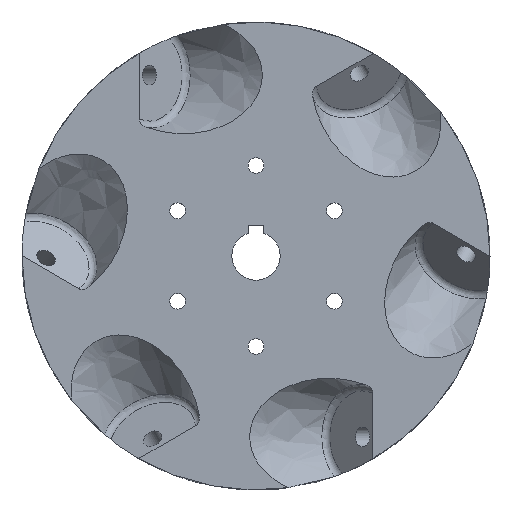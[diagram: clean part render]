
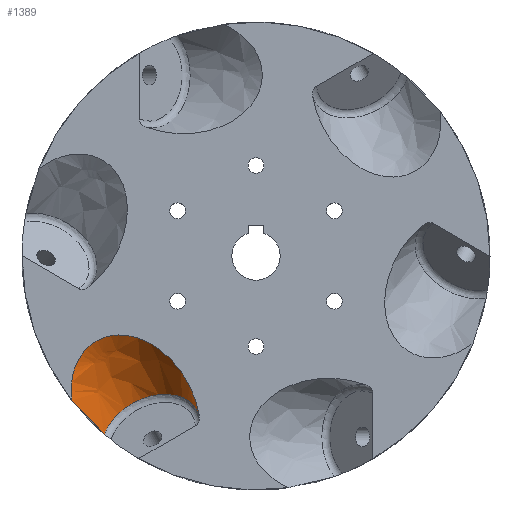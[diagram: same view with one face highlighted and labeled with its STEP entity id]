
A CAD part, top view. The second image highlights one B-rep face of the part: STEP entity #1389.
In plain terms, the highlighted free-form (B-spline) face has degree [2, 2] with [3, 5] control points.
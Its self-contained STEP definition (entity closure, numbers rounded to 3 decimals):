
#14=(
BOUNDED_SURFACE()
B_SPLINE_SURFACE(2,2,((#2306,#2307,#2308,#2309,#2310),(#2311,#2312,#2313,
#2314,#2315),(#2316,#2317,#2318,#2319,#2320)),.UNSPECIFIED.,.F.,.F.,.F.)
B_SPLINE_SURFACE_WITH_KNOTS((3,3),(3,2,3),(0.142,0.33),
(-4.892,-3.586,-2.28),.UNSPECIFIED.)
GEOMETRIC_REPRESENTATION_ITEM()
RATIONAL_B_SPLINE_SURFACE(((1.,0.794,1.,0.794,1.),
(0.996,0.791,0.996,0.791,
0.996),(1.,0.794,1.,0.794,1.)))
REPRESENTATION_ITEM('')
SURFACE()
);
#314=FACE_OUTER_BOUND('',#423,.T.);
#423=EDGE_LOOP('',(#1026,#1027,#1028));
#489=CIRCLE('',#1461,21.943);
#569=B_SPLINE_CURVE_WITH_KNOTS('',3,(#2322,#2323,#2324,#2325,#2326,#2327,
#2328,#2329,#2330,#2331,#2332,#2333,#2334,#2335,#2336,#2337,#2338,#2339,
#2340,#2341,#2342,#2343,#2344,#2345,#2346,#2347,#2348,#2349,#2350,#2351,
#2352,#2353,#2354,#2355,#2356,#2357,#2358,#2359,#2360),.UNSPECIFIED.,.F.,
 .F.,(4,2,2,2,2,2,2,2,2,2,2,3,2,2,2,2,2,2,4),(11.412,11.958,
12.696,13.433,14.165,14.898,15.519,
16.141,16.401,16.66,16.903,17.147,
17.407,17.668,17.948,18.228,18.91,
19.591,19.81),.UNSPECIFIED.);
#570=B_SPLINE_CURVE_WITH_KNOTS('',3,(#2361,#2362,#2363,#2364,#2365,#2366),
 .UNSPECIFIED.,.F.,.F.,(4,2,4),(0.,1.74,2.343),
 .UNSPECIFIED.);
#599=VERTEX_POINT('',#2067);
#601=VERTEX_POINT('',#2079);
#661=VERTEX_POINT('',#2321);
#736=EDGE_CURVE('',#601,#599,#489,.T.);
#807=EDGE_CURVE('',#599,#661,#569,.T.);
#808=EDGE_CURVE('',#661,#601,#570,.T.);
#1026=ORIENTED_EDGE('',*,*,#736,.T.);
#1027=ORIENTED_EDGE('',*,*,#807,.T.);
#1028=ORIENTED_EDGE('',*,*,#808,.T.);
#1389=ADVANCED_FACE('',(#314),#14,.F.);
#1461=AXIS2_PLACEMENT_3D('',#2080,#1641,#1642);
#1641=DIRECTION('center_axis',(0.354,-0.612,-0.707));
#1642=DIRECTION('ref_axis',(0.113,0.778,-0.618));
#2067=CARTESIAN_POINT('',(-23.485,-66.143,-240.));
#2079=CARTESIAN_POINT('',(-62.927,-73.819,-253.073));
#2080=CARTESIAN_POINT('Origin',(-43.567,-74.539,-242.769));
#2306=CARTESIAN_POINT('Ctrl Pts',(-28.035,-42.171,-214.901));
#2307=CARTESIAN_POINT('Ctrl Pts',(-32.488,-26.234,-230.93));
#2308=CARTESIAN_POINT('Ctrl Pts',(-54.004,-30.571,-237.932));
#2309=CARTESIAN_POINT('Ctrl Pts',(-75.52,-34.908,-244.934));
#2310=CARTESIAN_POINT('Ctrl Pts',(-82.331,-53.116,-232.571));
#2311=CARTESIAN_POINT('Ctrl Pts',(-24.159,-53.78,-227.52));
#2312=CARTESIAN_POINT('Ctrl Pts',(-28.245,-39.159,-242.226));
#2313=CARTESIAN_POINT('Ctrl Pts',(-47.983,-43.137,-248.649));
#2314=CARTESIAN_POINT('Ctrl Pts',(-67.722,-47.116,-255.073));
#2315=CARTESIAN_POINT('Ctrl Pts',(-73.97,-63.82,-243.731));
#2316=CARTESIAN_POINT('Ctrl Pts',(-23.485,-66.143,-240.));
#2317=CARTESIAN_POINT('Ctrl Pts',(-26.729,-54.532,-251.678));
#2318=CARTESIAN_POINT('Ctrl Pts',(-42.404,-57.691,-256.779));
#2319=CARTESIAN_POINT('Ctrl Pts',(-58.079,-60.851,-261.88));
#2320=CARTESIAN_POINT('Ctrl Pts',(-63.041,-74.116,-252.873));
#2321=CARTESIAN_POINT('',(-76.357,-59.821,-240.));
#2322=CARTESIAN_POINT('Ctrl Pts',(-23.485,-66.143,-240.));
#2323=CARTESIAN_POINT('Ctrl Pts',(-23.813,-64.182,-240.));
#2324=CARTESIAN_POINT('Ctrl Pts',(-24.288,-62.263,-240.));
#2325=CARTESIAN_POINT('Ctrl Pts',(-25.564,-58.178,-240.));
#2326=CARTESIAN_POINT('Ctrl Pts',(-26.575,-55.677,-240.));
#2327=CARTESIAN_POINT('Ctrl Pts',(-29.042,-50.907,-240.));
#2328=CARTESIAN_POINT('Ctrl Pts',(-30.498,-48.637,-240.));
#2329=CARTESIAN_POINT('Ctrl Pts',(-33.472,-44.743,-240.));
#2330=CARTESIAN_POINT('Ctrl Pts',(-35.264,-42.753,-240.));
#2331=CARTESIAN_POINT('Ctrl Pts',(-39.223,-39.198,-240.));
#2332=CARTESIAN_POINT('Ctrl Pts',(-41.391,-37.636,-240.));
#2333=CARTESIAN_POINT('Ctrl Pts',(-45.316,-35.409,-240.));
#2334=CARTESIAN_POINT('Ctrl Pts',(-47.387,-34.472,-240.));
#2335=CARTESIAN_POINT('Ctrl Pts',(-51.688,-33.162,-240.));
#2336=CARTESIAN_POINT('Ctrl Pts',(-53.919,-32.794,-240.));
#2337=CARTESIAN_POINT('Ctrl Pts',(-56.855,-32.718,-240.));
#2338=CARTESIAN_POINT('Ctrl Pts',(-57.805,-32.748,-240.));
#2339=CARTESIAN_POINT('Ctrl Pts',(-59.69,-32.946,-240.));
#2340=CARTESIAN_POINT('Ctrl Pts',(-60.624,-33.115,-240.));
#2341=CARTESIAN_POINT('Ctrl Pts',(-62.25,-33.521,-240.));
#2342=CARTESIAN_POINT('Ctrl Pts',(-63.1,-33.79,-240.));
#2343=CARTESIAN_POINT('Ctrl Pts',(-64.748,-34.453,-240.));
#2344=CARTESIAN_POINT('Ctrl Pts',(-65.547,-34.847,-240.));
#2345=CARTESIAN_POINT('Ctrl Pts',(-66.249,-35.253,-240.));
#2346=CARTESIAN_POINT('Ctrl Pts',(-67.001,-35.687,-240.));
#2347=CARTESIAN_POINT('Ctrl Pts',(-67.792,-36.22,-240.));
#2348=CARTESIAN_POINT('Ctrl Pts',(-69.277,-37.407,-240.));
#2349=CARTESIAN_POINT('Ctrl Pts',(-69.971,-38.062,-240.));
#2350=CARTESIAN_POINT('Ctrl Pts',(-71.198,-39.381,-240.));
#2351=CARTESIAN_POINT('Ctrl Pts',(-71.842,-40.179,-240.));
#2352=CARTESIAN_POINT('Ctrl Pts',(-72.997,-41.867,-240.));
#2353=CARTESIAN_POINT('Ctrl Pts',(-73.508,-42.756,-240.));
#2354=CARTESIAN_POINT('Ctrl Pts',(-74.937,-45.626,-240.));
#2355=CARTESIAN_POINT('Ctrl Pts',(-75.702,-47.981,-240.));
#2356=CARTESIAN_POINT('Ctrl Pts',(-76.567,-52.826,-240.));
#2357=CARTESIAN_POINT('Ctrl Pts',(-76.67,-55.316,-240.));
#2358=CARTESIAN_POINT('Ctrl Pts',(-76.51,-58.313,-240.));
#2359=CARTESIAN_POINT('Ctrl Pts',(-76.446,-59.061,-240.));
#2360=CARTESIAN_POINT('Ctrl Pts',(-76.357,-59.821,-240.));
#2361=CARTESIAN_POINT('Ctrl Pts',(-76.357,-59.821,-240.));
#2362=CARTESIAN_POINT('Ctrl Pts',(-73.412,-63.58,-243.293));
#2363=CARTESIAN_POINT('Ctrl Pts',(-70.175,-67.14,-246.549));
#2364=CARTESIAN_POINT('Ctrl Pts',(-65.454,-71.607,-250.869));
#2365=CARTESIAN_POINT('Ctrl Pts',(-64.206,-72.728,-251.975));
#2366=CARTESIAN_POINT('Ctrl Pts',(-62.927,-73.819,-253.073));
